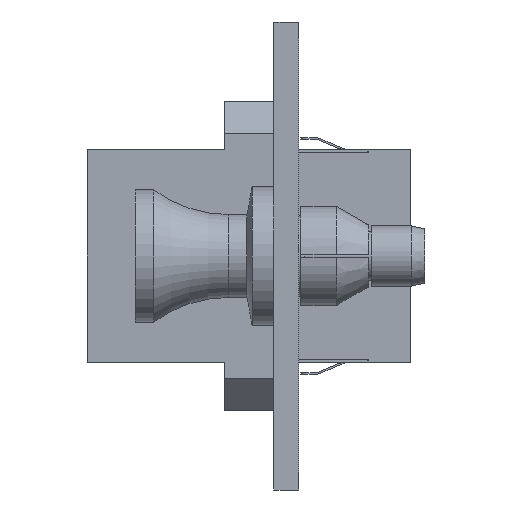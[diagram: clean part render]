
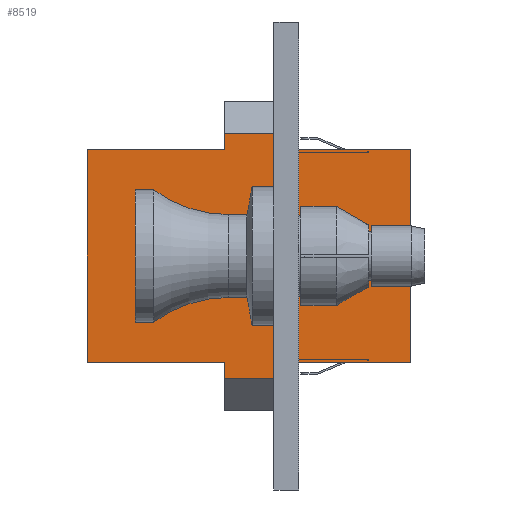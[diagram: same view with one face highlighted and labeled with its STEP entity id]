
A CAD part, left-side view. The second image highlights one B-rep face of the part: STEP entity #8519.
In plain terms, the highlighted face is planar.
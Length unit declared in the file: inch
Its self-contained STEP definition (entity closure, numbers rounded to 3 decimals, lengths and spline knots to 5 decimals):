
#24 = LINE ( 'NONE', #6458, #4838 ) ;
#129 = AXIS2_PLACEMENT_3D ( 'NONE', #7013, #3448, #583 ) ;
#137 = VECTOR ( 'NONE', #1907, 39.37008 ) ;
#237 = LINE ( 'NONE', #565, #2036 ) ;
#309 = EDGE_CURVE ( 'NONE', #7445, #4672, #8517, .T. ) ;
#482 = DIRECTION ( 'NONE',  ( 0., 0., -1. ) ) ;
#553 = EDGE_CURVE ( 'NONE', #4672, #7901, #3547, .T. ) ;
#565 = CARTESIAN_POINT ( 'NONE',  ( 0.391, -0.186, 0.256 ) ) ;
#583 = DIRECTION ( 'NONE',  ( 0., 0., 1. ) ) ;
#643 = CARTESIAN_POINT ( 'NONE',  ( 0.391, -0.186, 0.256 ) ) ;
#806 = VERTEX_POINT ( 'NONE', #9073 ) ;
#859 = EDGE_LOOP ( 'NONE', ( #3395, #5269, #5847, #2554, #9144, #2118, #2498, #6991, #3248, #2238, #8136, #2625 ) ) ;
#1055 = EDGE_CURVE ( 'NONE', #3493, #5009, #6083, .T. ) ;
#1095 = VECTOR ( 'NONE', #6812, 39.37008 ) ;
#1241 = DIRECTION ( 'NONE',  ( 0., 0., -1. ) ) ;
#1377 = LINE ( 'NONE', #8231, #137 ) ;
#1618 = VECTOR ( 'NONE', #7838, 39.37008 ) ;
#1630 = DIRECTION ( 'NONE',  ( -1., 0., 0. ) ) ;
#1904 = EDGE_CURVE ( 'NONE', #7445, #6341, #237, .T. ) ;
#1907 = DIRECTION ( 'NONE',  ( 1., 0., 0. ) ) ;
#1987 = CARTESIAN_POINT ( 'NONE',  ( -0.06, -0.186, -0.256 ) ) ;
#2036 = VECTOR ( 'NONE', #4817, 39.37008 ) ;
#2082 = VERTEX_POINT ( 'NONE', #2764 ) ;
#2118 = ORIENTED_EDGE ( 'NONE', *, *, #1904, .T. ) ;
#2123 = LINE ( 'NONE', #3776, #5802 ) ;
#2179 = VECTOR ( 'NONE', #8456, 39.37008 ) ;
#2238 = ORIENTED_EDGE ( 'NONE', *, *, #2361, .T. ) ;
#2361 = EDGE_CURVE ( 'NONE', #2082, #5093, #2591, .T. ) ;
#2400 = VECTOR ( 'NONE', #482, 39.37008 ) ;
#2498 = ORIENTED_EDGE ( 'NONE', *, *, #7905, .F. ) ;
#2516 = CARTESIAN_POINT ( 'NONE',  ( 0.06, -0.186, -0.256 ) ) ;
#2536 = EDGE_CURVE ( 'NONE', #6571, #3702, #2123, .T. ) ;
#2554 = ORIENTED_EDGE ( 'NONE', *, *, #553, .F. ) ;
#2591 = LINE ( 'NONE', #4901, #8593 ) ;
#2625 = ORIENTED_EDGE ( 'NONE', *, *, #1055, .F. ) ;
#2764 = CARTESIAN_POINT ( 'NONE',  ( -0.06, -0.186, 0.256 ) ) ;
#2876 = CARTESIAN_POINT ( 'NONE',  ( -0.06, -0.186, 0.374 ) ) ;
#2966 = CARTESIAN_POINT ( 'NONE',  ( 0.391, -0.186, -0.256 ) ) ;
#3185 = LINE ( 'NONE', #2876, #1618 ) ;
#3248 = ORIENTED_EDGE ( 'NONE', *, *, #8518, .T. ) ;
#3395 = ORIENTED_EDGE ( 'NONE', *, *, #9179, .T. ) ;
#3448 = DIRECTION ( 'NONE',  ( 0., 1., 0. ) ) ;
#3493 = VERTEX_POINT ( 'NONE', #1987 ) ;
#3495 = DIRECTION ( 'NONE',  ( 0., 0., -1. ) ) ;
#3547 = LINE ( 'NONE', #2966, #5638 ) ;
#3702 = VERTEX_POINT ( 'NONE', #5005 ) ;
#3776 = CARTESIAN_POINT ( 'NONE',  ( 0.06, -0.186, 0.295 ) ) ;
#4375 = CARTESIAN_POINT ( 'NONE',  ( 0.06, -0.186, 0.256 ) ) ;
#4672 = VERTEX_POINT ( 'NONE', #6932 ) ;
#4769 = EDGE_CURVE ( 'NONE', #5093, #5009, #24, .T. ) ;
#4777 = DIRECTION ( 'NONE',  ( 0., 0., -1. ) ) ;
#4817 = DIRECTION ( 'NONE',  ( -1., 0., 0. ) ) ;
#4838 = VECTOR ( 'NONE', #3495, 39.37008 ) ;
#4901 = CARTESIAN_POINT ( 'NONE',  ( 0.391, -0.186, 0.256 ) ) ;
#5005 = CARTESIAN_POINT ( 'NONE',  ( -0.06, -0.186, 0.295 ) ) ;
#5009 = VERTEX_POINT ( 'NONE', #8877 ) ;
#5093 = VERTEX_POINT ( 'NONE', #7570 ) ;
#5096 = EDGE_CURVE ( 'NONE', #5103, #806, #1377, .T. ) ;
#5103 = VERTEX_POINT ( 'NONE', #8290 ) ;
#5129 = EDGE_CURVE ( 'NONE', #7901, #806, #8170, .T. ) ;
#5269 = ORIENTED_EDGE ( 'NONE', *, *, #5096, .T. ) ;
#5541 = CARTESIAN_POINT ( 'NONE',  ( 0.391, -0.186, -0.256 ) ) ;
#5638 = VECTOR ( 'NONE', #7906, 39.37008 ) ;
#5802 = VECTOR ( 'NONE', #1630, 39.37008 ) ;
#5847 = ORIENTED_EDGE ( 'NONE', *, *, #5129, .F. ) ;
#6062 = VECTOR ( 'NONE', #4777, 39.37008 ) ;
#6083 = LINE ( 'NONE', #5541, #2179 ) ;
#6103 = CARTESIAN_POINT ( 'NONE',  ( 0.06, -0.186, 0.374 ) ) ;
#6117 = PLANE ( 'NONE',  #129 ) ;
#6170 = CARTESIAN_POINT ( 'NONE',  ( 0.391, -0.186, 0.256 ) ) ;
#6334 = DIRECTION ( 'NONE',  ( -1., 0., 0. ) ) ;
#6341 = VERTEX_POINT ( 'NONE', #4375 ) ;
#6458 = CARTESIAN_POINT ( 'NONE',  ( -0.391, -0.186, 0.256 ) ) ;
#6571 = VERTEX_POINT ( 'NONE', #6876 ) ;
#6763 = LINE ( 'NONE', #8320, #7325 ) ;
#6812 = DIRECTION ( 'NONE',  ( 0., 0., -1. ) ) ;
#6827 = CARTESIAN_POINT ( 'NONE',  ( 0.06, -0.186, 0.374 ) ) ;
#6876 = CARTESIAN_POINT ( 'NONE',  ( 0.06, -0.186, 0.295 ) ) ;
#6932 = CARTESIAN_POINT ( 'NONE',  ( 0.391, -0.186, -0.256 ) ) ;
#6991 = ORIENTED_EDGE ( 'NONE', *, *, #2536, .T. ) ;
#7013 = CARTESIAN_POINT ( 'NONE',  ( 0.06, -0.186, 0.374 ) ) ;
#7097 = FACE_OUTER_BOUND ( 'NONE', #859, .T. ) ;
#7325 = VECTOR ( 'NONE', #1241, 39.37008 ) ;
#7445 = VERTEX_POINT ( 'NONE', #643 ) ;
#7458 = LINE ( 'NONE', #6103, #1095 ) ;
#7570 = CARTESIAN_POINT ( 'NONE',  ( -0.391, -0.186, 0.256 ) ) ;
#7838 = DIRECTION ( 'NONE',  ( 0., 0., -1. ) ) ;
#7901 = VERTEX_POINT ( 'NONE', #2516 ) ;
#7905 = EDGE_CURVE ( 'NONE', #6571, #6341, #7458, .T. ) ;
#7906 = DIRECTION ( 'NONE',  ( -1., 0., 0. ) ) ;
#8136 = ORIENTED_EDGE ( 'NONE', *, *, #4769, .T. ) ;
#8170 = LINE ( 'NONE', #6827, #6062 ) ;
#8231 = CARTESIAN_POINT ( 'NONE',  ( 0.06, -0.186, -0.295 ) ) ;
#8290 = CARTESIAN_POINT ( 'NONE',  ( -0.06, -0.186, -0.295 ) ) ;
#8320 = CARTESIAN_POINT ( 'NONE',  ( -0.06, -0.186, 0.374 ) ) ;
#8456 = DIRECTION ( 'NONE',  ( -1., 0., 0. ) ) ;
#8517 = LINE ( 'NONE', #6170, #2400 ) ;
#8518 = EDGE_CURVE ( 'NONE', #3702, #2082, #6763, .T. ) ;
#8519 = ADVANCED_FACE ( 'NONE', ( #7097 ), #6117, .F. ) ;
#8593 = VECTOR ( 'NONE', #6334, 39.37008 ) ;
#8877 = CARTESIAN_POINT ( 'NONE',  ( -0.391, -0.186, -0.256 ) ) ;
#9073 = CARTESIAN_POINT ( 'NONE',  ( 0.06, -0.186, -0.295 ) ) ;
#9144 = ORIENTED_EDGE ( 'NONE', *, *, #309, .F. ) ;
#9179 = EDGE_CURVE ( 'NONE', #3493, #5103, #3185, .T. ) ;
